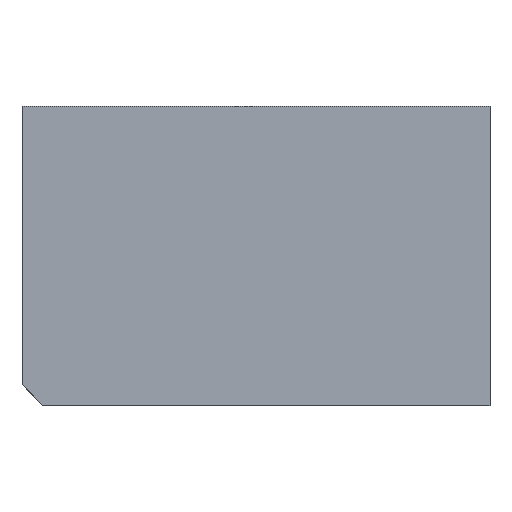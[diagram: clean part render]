
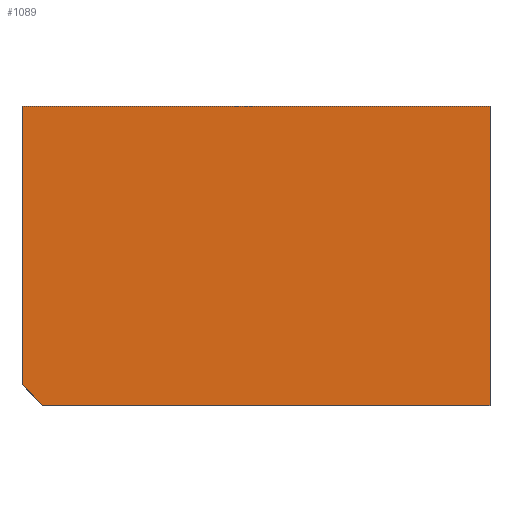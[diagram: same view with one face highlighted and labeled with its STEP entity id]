
A CAD part, top view. The second image highlights one B-rep face of the part: STEP entity #1089.
In plain terms, the highlighted planar face has unit normal (0, 0, 1).
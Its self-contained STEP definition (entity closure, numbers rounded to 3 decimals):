
#946=CARTESIAN_POINT('',(-15.9,-8.75,10.5));
#947=VERTEX_POINT('',#946);
#954=CARTESIAN_POINT('',(-15.9,10.15,10.5));
#955=VERTEX_POINT('',#954);
#956=CARTESIAN_POINT('',(-15.9,-0.0,10.5));
#957=DIRECTION('',(0.0,-1.0,-0.0));
#958=VECTOR('',#957,1.0);
#959=LINE('',#956,#958);
#960=EDGE_CURVE('n� 10',#955,#947,#959,.T.);
#978=CARTESIAN_POINT('',(-14.5,-10.15,10.5));
#979=VERTEX_POINT('',#978);
#986=CARTESIAN_POINT('',(-15.9,-8.75,10.5));
#987=DIRECTION('',(0.707,-0.707,-0.0));
#988=VECTOR('',#987,1.0);
#989=LINE('',#986,#988);
#990=EDGE_CURVE('n� 14',#947,#979,#989,.T.);
#1006=CARTESIAN_POINT('',(15.9,-10.15,10.5));
#1007=VERTEX_POINT('',#1006);
#1014=CARTESIAN_POINT('',(0.0,-10.15,10.5));
#1015=DIRECTION('',(1.0,0.0,0.0));
#1016=VECTOR('',#1015,1.0);
#1017=LINE('',#1014,#1016);
#1018=EDGE_CURVE('n� 18',#979,#1007,#1017,.T.);
#1033=CARTESIAN_POINT('',(15.9,10.15,10.5));
#1034=VERTEX_POINT('',#1033);
#1041=CARTESIAN_POINT('',(15.9,-0.0,10.5));
#1042=DIRECTION('',(0.0,1.0,0.0));
#1043=VECTOR('',#1042,1.0);
#1044=LINE('',#1041,#1043);
#1045=EDGE_CURVE('n� 22',#1007,#1034,#1044,.T.);
#1062=CARTESIAN_POINT('',(0.0,10.15,10.5));
#1063=DIRECTION('',(-1.0,0.0,0.0));
#1064=VECTOR('',#1063,1.0);
#1065=LINE('',#1062,#1064);
#1066=EDGE_CURVE('n� 25',#1034,#955,#1065,.T.);
#1077=ORIENTED_EDGE('',*,*,#1045,.T.);
#1078=ORIENTED_EDGE('',*,*,#1066,.T.);
#1079=ORIENTED_EDGE('',*,*,#960,.T.);
#1080=ORIENTED_EDGE('',*,*,#990,.T.);
#1081=ORIENTED_EDGE('',*,*,#1018,.T.);
#1082=EDGE_LOOP('',(#1077,#1078,#1079,#1080,#1081));
#1083=FACE_OUTER_BOUND('',#1082,.T.);
#1084=CARTESIAN_POINT('',(0.0,-0.0,10.5));
#1085=DIRECTION('',(0.0,-0.0,1.0));
#1086=DIRECTION('',(0.0,-1.0,-0.0));
#1087=AXIS2_PLACEMENT_3D('',#1084,#1085,#1086);
#1088=PLANE('',#1087);
#1089=ADVANCED_FACE('n� 2',(#1083),#1088,.T.);
